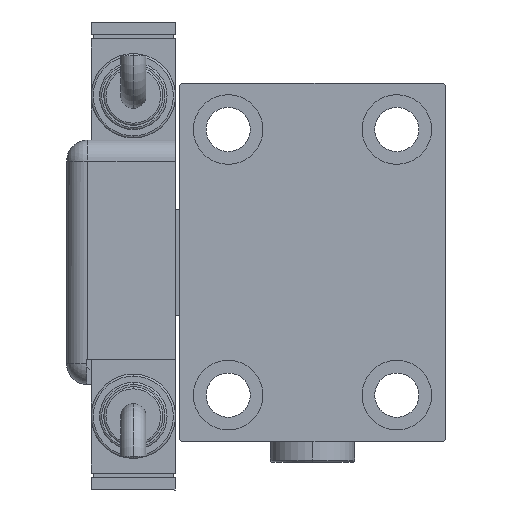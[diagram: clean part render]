
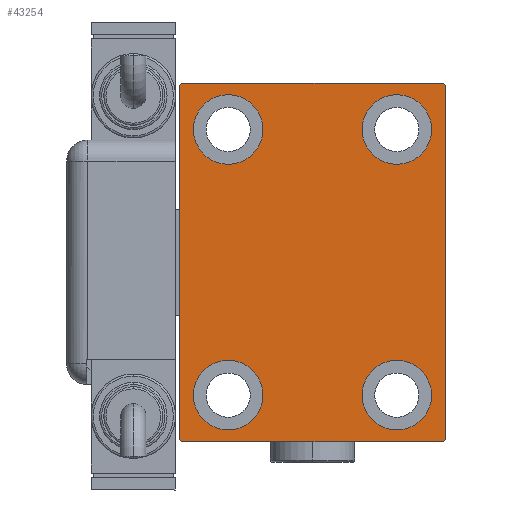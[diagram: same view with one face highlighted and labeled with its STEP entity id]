
A CAD part, left-side view. The second image highlights one B-rep face of the part: STEP entity #43254.
In plain terms, the highlighted face is planar.
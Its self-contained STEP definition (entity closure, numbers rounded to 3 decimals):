
#836 = AXIS2_PLACEMENT_3D ( 'NONE', #15421, #15733, #53709 ) ;
#1234 = EDGE_CURVE ( 'NONE', #7677, #55713, #18984, .T. ) ;
#1757 = VERTEX_POINT ( 'NONE', #37207 ) ;
#2634 = DIRECTION ( 'NONE',  ( 0., 0., 1. ) ) ;
#3086 = LINE ( 'NONE', #22983, #42060 ) ;
#3309 = DIRECTION ( 'NONE',  ( 0., 0.707, -0.707 ) ) ;
#3858 = CARTESIAN_POINT ( 'NONE',  ( 88., -31., 42.5 ) ) ;
#4239 = VERTEX_POINT ( 'NONE', #59585 ) ;
#4781 = CIRCLE ( 'NONE', #31603, 8.25 ) ;
#5269 = CARTESIAN_POINT ( 'NONE',  ( 88., 36.75, -36.75 ) ) ;
#6000 = VERTEX_POINT ( 'NONE', #9484 ) ;
#6118 = CIRCLE ( 'NONE', #56706, 8.25 ) ;
#7120 = DIRECTION ( 'NONE',  ( 0., 0., 1. ) ) ;
#7164 = VERTEX_POINT ( 'NONE', #41810 ) ;
#7187 = LINE ( 'NONE', #45481, #54443 ) ;
#7677 = VERTEX_POINT ( 'NONE', #22613 ) ;
#7822 = VERTEX_POINT ( 'NONE', #29713 ) ;
#8506 = FACE_BOUND ( 'NONE', #46740, .T. ) ;
#8573 = EDGE_CURVE ( 'NONE', #40502, #56946, #17723, .T. ) ;
#8715 = CARTESIAN_POINT ( 'NONE',  ( 88., -31.5, 42. ) ) ;
#8810 = CARTESIAN_POINT ( 'NONE',  ( 88., 0., 0. ) ) ;
#8915 = DIRECTION ( 'NONE',  ( 0., 0., 1. ) ) ;
#8932 = AXIS2_PLACEMENT_3D ( 'NONE', #26691, #51264, #8915 ) ;
#9289 = CARTESIAN_POINT ( 'NONE',  ( 88., -36.75, 36.75 ) ) ;
#9484 = CARTESIAN_POINT ( 'NONE',  ( 88., 20., 39.75 ) ) ;
#9601 = DIRECTION ( 'NONE',  ( 0., -0.707, -0.707 ) ) ;
#11488 = ORIENTED_EDGE ( 'NONE', *, *, #22653, .T. ) ;
#13580 = VERTEX_POINT ( 'NONE', #40858 ) ;
#14029 = CARTESIAN_POINT ( 'NONE',  ( 88., -31., -42.5 ) ) ;
#14093 = FACE_BOUND ( 'NONE', #15036, .T. ) ;
#14676 = ORIENTED_EDGE ( 'NONE', *, *, #25642, .T. ) ;
#15036 = EDGE_LOOP ( 'NONE', ( #41731, #19398 ) ) ;
#15153 = ORIENTED_EDGE ( 'NONE', *, *, #55685, .T. ) ;
#15421 = CARTESIAN_POINT ( 'NONE',  ( 88., -20., 31.5 ) ) ;
#15733 = DIRECTION ( 'NONE',  ( -1., 0., 0. ) ) ;
#16528 = CARTESIAN_POINT ( 'NONE',  ( 88., -20., -31.5 ) ) ;
#16609 = CARTESIAN_POINT ( 'NONE',  ( 88., 20., -23.25 ) ) ;
#16814 = EDGE_CURVE ( 'NONE', #7822, #51375, #18656, .T. ) ;
#17141 = DIRECTION ( 'NONE',  ( -1., 0., 0. ) ) ;
#17216 = CARTESIAN_POINT ( 'NONE',  ( 88., 20., 23.25 ) ) ;
#17404 = DIRECTION ( 'NONE',  ( 0., 1., 0. ) ) ;
#17723 = LINE ( 'NONE', #9289, #49296 ) ;
#17927 = ORIENTED_EDGE ( 'NONE', *, *, #58822, .T. ) ;
#17953 = VECTOR ( 'NONE', #40336, 1000. ) ;
#18085 = EDGE_CURVE ( 'NONE', #7164, #46790, #4781, .T. ) ;
#18402 = ORIENTED_EDGE ( 'NONE', *, *, #57858, .T. ) ;
#18656 = CIRCLE ( 'NONE', #25598, 8.25 ) ;
#18840 = EDGE_CURVE ( 'NONE', #1757, #4239, #27672, .T. ) ;
#18885 = LINE ( 'NONE', #51587, #46256 ) ;
#18984 = LINE ( 'NONE', #5269, #28075 ) ;
#19398 = ORIENTED_EDGE ( 'NONE', *, *, #23025, .T. ) ;
#19703 = ORIENTED_EDGE ( 'NONE', *, *, #42004, .T. ) ;
#20380 = DIRECTION ( 'NONE',  ( 0., 0., 1. ) ) ;
#21167 = VERTEX_POINT ( 'NONE', #17216 ) ;
#21815 = CARTESIAN_POINT ( 'NONE',  ( 88., -20., -31.5 ) ) ;
#21910 = CIRCLE ( 'NONE', #27853, 8.25 ) ;
#22037 = EDGE_LOOP ( 'NONE', ( #35852, #36833, #15153, #17927, #19703, #52230, #45526, #30954 ) ) ;
#22261 = AXIS2_PLACEMENT_3D ( 'NONE', #8810, #61416, #33077 ) ;
#22292 = LINE ( 'NONE', #50945, #52285 ) ;
#22335 = DIRECTION ( 'NONE',  ( 0., 0., 1. ) ) ;
#22429 = DIRECTION ( 'NONE',  ( 0., -0.707, 0.707 ) ) ;
#22613 = CARTESIAN_POINT ( 'NONE',  ( 88., 31., -42.5 ) ) ;
#22653 = EDGE_CURVE ( 'NONE', #6000, #21167, #54686, .T. ) ;
#22829 = CIRCLE ( 'NONE', #24840, 8.25 ) ;
#22983 = CARTESIAN_POINT ( 'NONE',  ( 88., -31.5, -42.5 ) ) ;
#23025 = EDGE_CURVE ( 'NONE', #46790, #7164, #21910, .T. ) ;
#23650 = LINE ( 'NONE', #46401, #33854 ) ;
#24840 = AXIS2_PLACEMENT_3D ( 'NONE', #40292, #35011, #2634 ) ;
#25598 = AXIS2_PLACEMENT_3D ( 'NONE', #21815, #17141, #54523 ) ;
#25642 = EDGE_CURVE ( 'NONE', #21167, #6000, #22829, .T. ) ;
#26691 = CARTESIAN_POINT ( 'NONE',  ( 88., 20., 31.5 ) ) ;
#27518 = DIRECTION ( 'NONE',  ( -1., 0., 0. ) ) ;
#27672 = CIRCLE ( 'NONE', #836, 8.25 ) ;
#27853 = AXIS2_PLACEMENT_3D ( 'NONE', #36862, #27518, #46517 ) ;
#28075 = VECTOR ( 'NONE', #42947, 1000. ) ;
#29713 = CARTESIAN_POINT ( 'NONE',  ( 88., -20., -23.25 ) ) ;
#30825 = DIRECTION ( 'NONE',  ( 0., 0., 1. ) ) ;
#30954 = ORIENTED_EDGE ( 'NONE', *, *, #35745, .T. ) ;
#31603 = AXIS2_PLACEMENT_3D ( 'NONE', #40278, #59293, #20380 ) ;
#31621 = LINE ( 'NONE', #50004, #17953 ) ;
#33077 = DIRECTION ( 'NONE',  ( 0., 0., -1. ) ) ;
#33720 = EDGE_CURVE ( 'NONE', #51375, #7822, #6118, .T. ) ;
#33854 = VECTOR ( 'NONE', #22429, 1000. ) ;
#34990 = EDGE_CURVE ( 'NONE', #35697, #40502, #31621, .T. ) ;
#35011 = DIRECTION ( 'NONE',  ( -1., 0., 0. ) ) ;
#35201 = CARTESIAN_POINT ( 'NONE',  ( 88., 31.5, -42. ) ) ;
#35389 = ORIENTED_EDGE ( 'NONE', *, *, #33720, .T. ) ;
#35697 = VERTEX_POINT ( 'NONE', #37042 ) ;
#35745 = EDGE_CURVE ( 'NONE', #13580, #35697, #23650, .T. ) ;
#35852 = ORIENTED_EDGE ( 'NONE', *, *, #34990, .T. ) ;
#36054 = EDGE_LOOP ( 'NONE', ( #35389, #54023 ) ) ;
#36745 = CIRCLE ( 'NONE', #60587, 8.25 ) ;
#36833 = ORIENTED_EDGE ( 'NONE', *, *, #8573, .T. ) ;
#36862 = CARTESIAN_POINT ( 'NONE',  ( 88., 20., -31.5 ) ) ;
#37042 = CARTESIAN_POINT ( 'NONE',  ( 88., 31., 42.5 ) ) ;
#37207 = CARTESIAN_POINT ( 'NONE',  ( 88., -20., 23.25 ) ) ;
#39559 = DIRECTION ( 'NONE',  ( 0., 0., -1. ) ) ;
#40278 = CARTESIAN_POINT ( 'NONE',  ( 88., 20., -31.5 ) ) ;
#40292 = CARTESIAN_POINT ( 'NONE',  ( 88., 20., 31.5 ) ) ;
#40336 = DIRECTION ( 'NONE',  ( 0., -1., 0. ) ) ;
#40502 = VERTEX_POINT ( 'NONE', #3858 ) ;
#40858 = CARTESIAN_POINT ( 'NONE',  ( 88., 31.5, 42. ) ) ;
#41731 = ORIENTED_EDGE ( 'NONE', *, *, #18085, .T. ) ;
#41810 = CARTESIAN_POINT ( 'NONE',  ( 88., 20., -39.75 ) ) ;
#42004 = EDGE_CURVE ( 'NONE', #49830, #7677, #3086, .T. ) ;
#42060 = VECTOR ( 'NONE', #17404, 1000. ) ;
#42670 = CARTESIAN_POINT ( 'NONE',  ( 88., -20., -39.75 ) ) ;
#42947 = DIRECTION ( 'NONE',  ( 0., 0.707, 0.707 ) ) ;
#43254 = ADVANCED_FACE ( 'NONE', ( #47087, #56138, #8506, #14093, #47396 ), #60512, .T. ) ;
#45481 = CARTESIAN_POINT ( 'NONE',  ( 88., -31.5, 42.5 ) ) ;
#45526 = ORIENTED_EDGE ( 'NONE', *, *, #46245, .T. ) ;
#46062 = VERTEX_POINT ( 'NONE', #49762 ) ;
#46245 = EDGE_CURVE ( 'NONE', #55713, #13580, #18885, .T. ) ;
#46256 = VECTOR ( 'NONE', #22335, 1000. ) ;
#46401 = CARTESIAN_POINT ( 'NONE',  ( 88., 36.75, 36.75 ) ) ;
#46517 = DIRECTION ( 'NONE',  ( 0., 0., 1. ) ) ;
#46740 = EDGE_LOOP ( 'NONE', ( #14676, #11488 ) ) ;
#46790 = VERTEX_POINT ( 'NONE', #16609 ) ;
#47087 = FACE_BOUND ( 'NONE', #36054, .T. ) ;
#47396 = FACE_OUTER_BOUND ( 'NONE', #22037, .T. ) ;
#48222 = EDGE_LOOP ( 'NONE', ( #56548, #18402 ) ) ;
#49296 = VECTOR ( 'NONE', #9601, 1000. ) ;
#49762 = CARTESIAN_POINT ( 'NONE',  ( 88., -31.5, -42. ) ) ;
#49830 = VERTEX_POINT ( 'NONE', #14029 ) ;
#50004 = CARTESIAN_POINT ( 'NONE',  ( 88., 31.5, 42.5 ) ) ;
#50945 = CARTESIAN_POINT ( 'NONE',  ( 88., -36.75, -36.75 ) ) ;
#51264 = DIRECTION ( 'NONE',  ( -1., 0., 0. ) ) ;
#51375 = VERTEX_POINT ( 'NONE', #42670 ) ;
#51587 = CARTESIAN_POINT ( 'NONE',  ( 88., 31.5, -42.5 ) ) ;
#52230 = ORIENTED_EDGE ( 'NONE', *, *, #1234, .T. ) ;
#52285 = VECTOR ( 'NONE', #3309, 1000. ) ;
#53709 = DIRECTION ( 'NONE',  ( 0., 0., 1. ) ) ;
#53890 = DIRECTION ( 'NONE',  ( -1., 0., 0. ) ) ;
#54023 = ORIENTED_EDGE ( 'NONE', *, *, #16814, .T. ) ;
#54443 = VECTOR ( 'NONE', #39559, 1000. ) ;
#54455 = CARTESIAN_POINT ( 'NONE',  ( 88., -20., 31.5 ) ) ;
#54523 = DIRECTION ( 'NONE',  ( 0., 0., 1. ) ) ;
#54686 = CIRCLE ( 'NONE', #8932, 8.25 ) ;
#55685 = EDGE_CURVE ( 'NONE', #56946, #46062, #7187, .T. ) ;
#55713 = VERTEX_POINT ( 'NONE', #35201 ) ;
#56138 = FACE_BOUND ( 'NONE', #48222, .T. ) ;
#56548 = ORIENTED_EDGE ( 'NONE', *, *, #18840, .T. ) ;
#56706 = AXIS2_PLACEMENT_3D ( 'NONE', #16528, #53890, #30825 ) ;
#56946 = VERTEX_POINT ( 'NONE', #8715 ) ;
#57858 = EDGE_CURVE ( 'NONE', #4239, #1757, #36745, .T. ) ;
#58811 = DIRECTION ( 'NONE',  ( -1., 0., 0. ) ) ;
#58822 = EDGE_CURVE ( 'NONE', #46062, #49830, #22292, .T. ) ;
#59293 = DIRECTION ( 'NONE',  ( -1., 0., 0. ) ) ;
#59585 = CARTESIAN_POINT ( 'NONE',  ( 88., -20., 39.75 ) ) ;
#60512 = PLANE ( 'NONE',  #22261 ) ;
#60587 = AXIS2_PLACEMENT_3D ( 'NONE', #54455, #58811, #7120 ) ;
#61416 = DIRECTION ( 'NONE',  ( 1., 0., 0. ) ) ;
